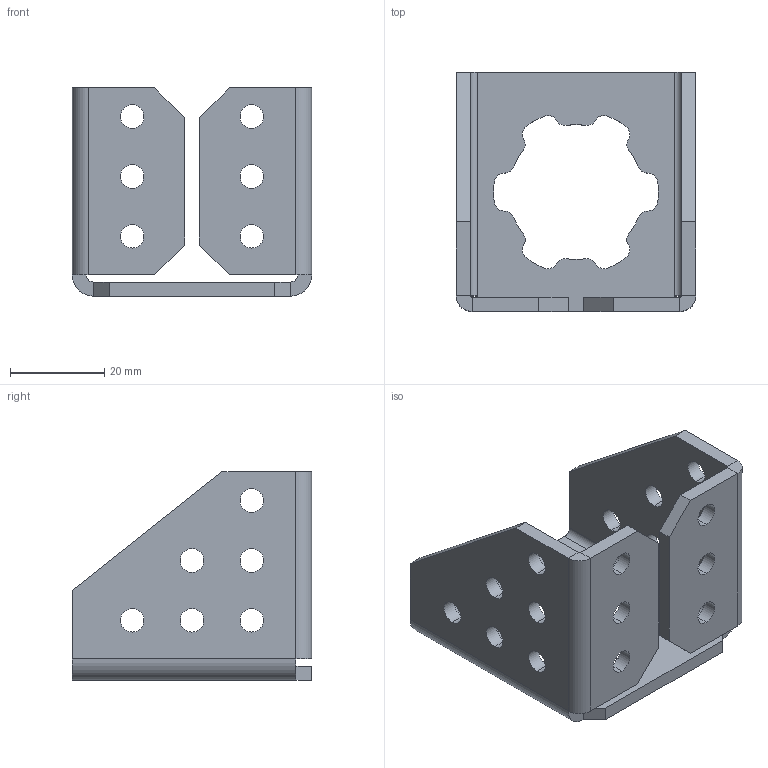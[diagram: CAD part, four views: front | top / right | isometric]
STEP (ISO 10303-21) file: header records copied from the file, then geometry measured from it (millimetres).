
FILE_DESCRIPTION (( 'STEP AP203' ), '1' );
FILE_NAME ('REV-21-2352.STEP', '2022-04-04T19:27:28', ( '' ), ( '' ), 'SwSTEP 2.0', 'SolidWorks 2022', '' );
FILE_SCHEMA (( 'CONFIG_CONTROL_DESIGN' ));
Length unit declared in the file: inch
Products named in the file (1): REV-21-2352
Bounding box: 50.8 x 50.8 x 44.2 mm (x, y, z)
Volume: 18467.7 mm3; surface area: 14726.9 mm2
Topology: 1 solids, 1 shells, 128 faces, 346 edges, 220 vertices
Faces by surface type: cylinder 90, plane 38
Entity records: 4229 total; most frequent: DIRECTION 784, CARTESIAN_POINT 695, ORIENTED_EDGE 692, EDGE_CURVE 346, AXIS2_PLACEMENT_3D 309, VERTEX_POINT 220, CIRCLE 180, EDGE_LOOP 166
